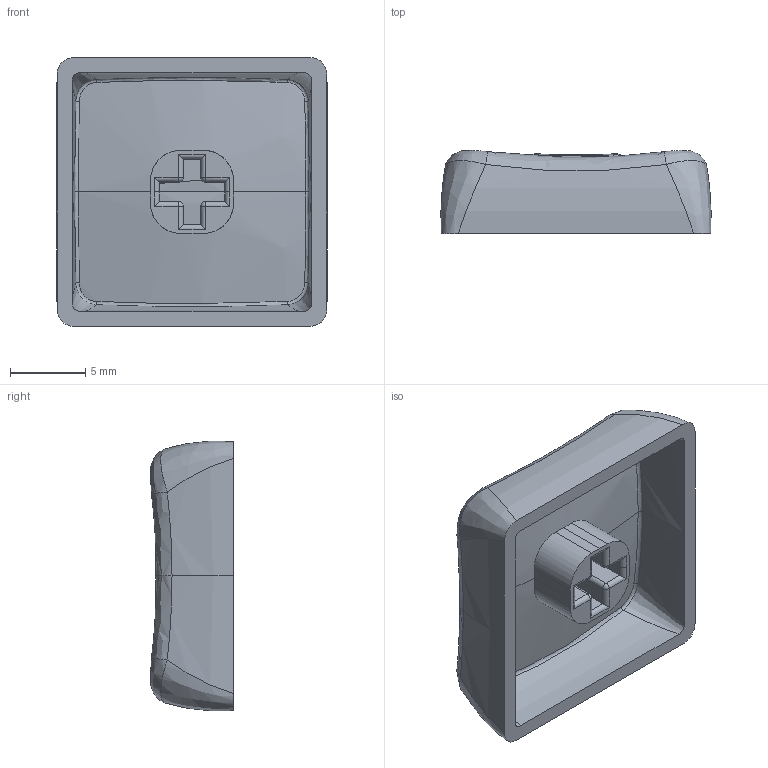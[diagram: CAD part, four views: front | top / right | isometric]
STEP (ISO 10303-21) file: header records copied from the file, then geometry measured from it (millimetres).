
FILE_DESCRIPTION(/* description */ (''),/* implementation_level */ '2;1');
FILE_NAME(/* name */ 'MX-homing-bar-bottom.step',/* time_stamp */ '2022-12-02T15:44:44+02:00',/* author */ (''),/* organization */ (''),/* preprocessor_version */ 'ST-DEVELOPER v19.2',/* originating_system */ 'Autodesk Translation Framework v11.17.0.187',/* authorisation */ '');
FILE_SCHEMA (('AUTOMOTIVE_DESIGN { 1 0 10303 214 3 1 1 }'));
Length unit declared in the file: millimetre
Products named in the file (1): MX-homing-bar-bottom
Bounding box: 17.89 x 5.48 x 17.88 mm (x, y, z)
Volume: 654.5 mm3; surface area: 1277.5 mm2
Topology: 1 solids, 1 shells, 115 faces, 274 edges, 164 vertices
Faces by surface type: bspline 53, cylinder 34, plane 24, sphere 4
Entity records: 5972 total; most frequent: CARTESIAN_POINT 3625, ORIENTED_EDGE 548, DIRECTION 372, EDGE_CURVE 274, VERTEX_POINT 164, AXIS2_PLACEMENT_3D 147, EDGE_LOOP 118, FACE_OUTER_BOUND 115
